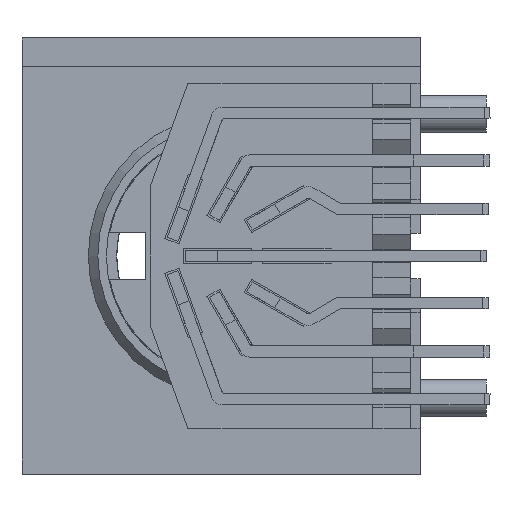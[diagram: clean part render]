
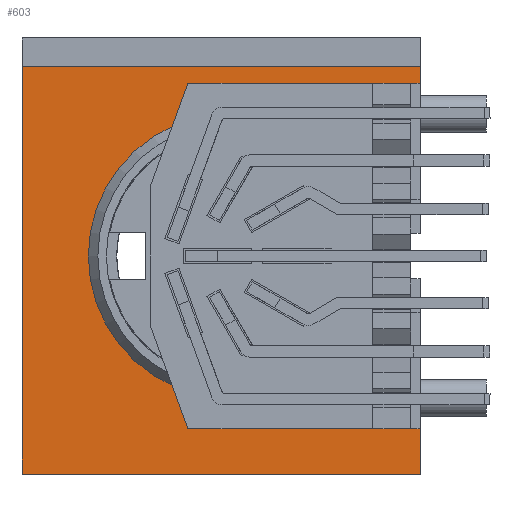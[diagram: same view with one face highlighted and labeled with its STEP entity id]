
A CAD part, left-side view. The second image highlights one B-rep face of the part: STEP entity #603.
In plain terms, the highlighted planar face has unit normal (-1, 0, 0).
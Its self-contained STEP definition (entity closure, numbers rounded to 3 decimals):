
#346=CIRCLE('',#8991,7.5);
#353=CIRCLE('',#9009,6.55);
#354=CIRCLE('',#9010,6.55);
#603=ADVANCED_FACE('4-0-6',(#1411),#1027,.T.);
#1027=PLANE('',#9011);
#1411=FACE_OUTER_BOUND('',#1818,.T.);
#1818=EDGE_LOOP('',(#2763,#2764,#2765,#2766,#2767,#2768,#2769,#2770,#2771,
#2772,#2773,#2774,#2775,#2776,#2777,#2778,#2779,#2780));
#2763=ORIENTED_EDGE('',*,*,#5922,.T.);
#2764=ORIENTED_EDGE('',*,*,#5925,.T.);
#2765=ORIENTED_EDGE('',*,*,#5886,.T.);
#2766=ORIENTED_EDGE('',*,*,#5883,.T.);
#2767=ORIENTED_EDGE('',*,*,#5880,.T.);
#2768=ORIENTED_EDGE('',*,*,#5926,.T.);
#2769=ORIENTED_EDGE('',*,*,#5927,.T.);
#2770=ORIENTED_EDGE('',*,*,#5875,.T.);
#2771=ORIENTED_EDGE('',*,*,#5799,.T.);
#2772=ORIENTED_EDGE('',*,*,#5851,.T.);
#2773=ORIENTED_EDGE('',*,*,#5847,.F.);
#2774=ORIENTED_EDGE('',*,*,#5817,.T.);
#2775=ORIENTED_EDGE('',*,*,#5832,.F.);
#2776=ORIENTED_EDGE('',*,*,#5821,.F.);
#2777=ORIENTED_EDGE('',*,*,#5928,.F.);
#2778=ORIENTED_EDGE('',*,*,#5898,.T.);
#2779=ORIENTED_EDGE('',*,*,#5807,.T.);
#2780=ORIENTED_EDGE('',*,*,#5910,.T.);
#4877=VERTEX_POINT('',#12353);
#4878=VERTEX_POINT('',#12355);
#4885=VERTEX_POINT('',#12370);
#4886=VERTEX_POINT('',#12372);
#4895=VERTEX_POINT('',#12393);
#4896=VERTEX_POINT('',#12395);
#4899=VERTEX_POINT('',#12402);
#4900=VERTEX_POINT('',#12404);
#4917=VERTEX_POINT('',#12455);
#4937=VERTEX_POINT('',#12508);
#4941=VERTEX_POINT('',#12520);
#4942=VERTEX_POINT('',#12522);
#4944=VERTEX_POINT('',#12528);
#4946=VERTEX_POINT('',#12537);
#4955=VERTEX_POINT('',#12563);
#4961=VERTEX_POINT('',#12583);
#4972=VERTEX_POINT('',#12608);
#4974=VERTEX_POINT('',#12615);
#5799=EDGE_CURVE('',#4878,#4877,#6998,.T.);
#5807=EDGE_CURVE('',#4886,#4885,#7003,.T.);
#5817=EDGE_CURVE('',#4896,#4895,#7009,.T.);
#5821=EDGE_CURVE('',#4899,#4900,#7013,.T.);
#5832=EDGE_CURVE('',#4900,#4895,#7024,.T.);
#5847=EDGE_CURVE('',#4896,#4917,#7039,.T.);
#5851=EDGE_CURVE('',#4877,#4917,#7043,.T.);
#5875=EDGE_CURVE('',#4937,#4878,#7066,.T.);
#5880=EDGE_CURVE('',#4942,#4941,#7070,.T.);
#5883=EDGE_CURVE('',#4944,#4942,#346,.T.);
#5886=EDGE_CURVE('',#4946,#4944,#7073,.T.);
#5898=EDGE_CURVE('',#4955,#4886,#7080,.T.);
#5910=EDGE_CURVE('',#4885,#4961,#7092,.T.);
#5922=EDGE_CURVE('',#4961,#4972,#7103,.T.);
#5925=EDGE_CURVE('',#4972,#4946,#353,.T.);
#5926=EDGE_CURVE('',#4941,#4974,#354,.T.);
#5927=EDGE_CURVE('',#4974,#4937,#7106,.T.);
#5928=EDGE_CURVE('',#4955,#4899,#7107,.T.);
#6998=LINE('',#12354,#8044);
#7003=LINE('',#12371,#8049);
#7009=LINE('',#12394,#8055);
#7013=LINE('',#12403,#8059);
#7024=LINE('',#12424,#8070);
#7039=LINE('',#12454,#8085);
#7043=LINE('',#12461,#8089);
#7066=LINE('',#12507,#8112);
#7070=LINE('',#12521,#8116);
#7073=LINE('',#12536,#8119);
#7080=LINE('',#12562,#8126);
#7092=LINE('',#12584,#8138);
#7103=LINE('',#12607,#8149);
#7106=LINE('',#12616,#8152);
#7107=LINE('',#12617,#8153);
#8044=VECTOR('',#9990,1.);
#8049=VECTOR('',#10003,1.);
#8055=VECTOR('',#10023,1.);
#8059=VECTOR('',#10029,1.);
#8070=VECTOR('',#10046,1.);
#8085=VECTOR('',#10071,1.);
#8089=VECTOR('',#10077,1.);
#8112=VECTOR('',#10110,1.);
#8116=VECTOR('',#10116,1.);
#8119=VECTOR('',#10127,1.);
#8126=VECTOR('',#10154,1.);
#8138=VECTOR('',#10172,1.);
#8149=VECTOR('',#10187,1.);
#8152=VECTOR('',#10196,1.);
#8153=VECTOR('',#10197,1.);
#8991=AXIS2_PLACEMENT_3D('',#12527,#10122,#10123);
#9009=AXIS2_PLACEMENT_3D('',#12613,#10192,#10193);
#9010=AXIS2_PLACEMENT_3D('',#12614,#10194,#10195);
#9011=AXIS2_PLACEMENT_3D('',#12618,#10198,#10199);
#9990=DIRECTION('',(0.,0.,-1.));
#10003=DIRECTION('',(0.,0.,-1.));
#10023=DIRECTION('',(0.,1.,0.));
#10029=DIRECTION('',(0.,1.,0.));
#10046=DIRECTION('',(0.,0.,1.));
#10071=DIRECTION('',(0.,0.,-1.));
#10077=DIRECTION('',(0.,-1.,0.));
#10110=DIRECTION('',(0.,-1.,0.));
#10116=DIRECTION('',(0.,0.,-1.));
#10122=DIRECTION('',(1.,0.,0.));
#10123=DIRECTION('',(0.,-0.093,-0.996));
#10127=DIRECTION('',(0.,0.,-1.));
#10154=DIRECTION('',(0.,1.,0.));
#10172=DIRECTION('',(0.,1.,0.));
#10187=DIRECTION('',(0.,0.,1.));
#10192=DIRECTION('',(1.,0.,0.));
#10193=DIRECTION('',(0.,-0.534,-0.845));
#10194=DIRECTION('',(1.,0.,0.));
#10195=DIRECTION('',(0.,-0.107,0.994));
#10196=DIRECTION('',(0.,0.,1.));
#10197=DIRECTION('',(0.,0.,-1.));
#10198=DIRECTION('',(-1.,0.,0.));
#10199=DIRECTION('',(0.,0.,-1.));
#12353=CARTESIAN_POINT('',(-27.529,11.416,15.232));
#12354=CARTESIAN_POINT('',(-27.529,11.416,18.482));
#12355=CARTESIAN_POINT('',(-27.529,11.416,18.482));
#12370=CARTESIAN_POINT('',(-27.529,11.416,0.282));
#12371=CARTESIAN_POINT('',(-27.529,11.416,3.532));
#12372=CARTESIAN_POINT('',(-27.529,11.416,3.532));
#12393=CARTESIAN_POINT('',(-27.529,29.166,19.382));
#12394=CARTESIAN_POINT('',(-27.529,8.166,19.382));
#12395=CARTESIAN_POINT('',(-27.529,8.166,19.382));
#12402=CARTESIAN_POINT('',(-27.529,8.166,-2.118));
#12403=CARTESIAN_POINT('',(-27.529,8.166,-2.118));
#12404=CARTESIAN_POINT('',(-27.529,29.166,-2.118));
#12424=CARTESIAN_POINT('',(-27.529,29.166,-2.118));
#12454=CARTESIAN_POINT('',(-27.529,8.166,19.382));
#12455=CARTESIAN_POINT('',(-27.529,8.166,15.232));
#12461=CARTESIAN_POINT('',(-27.529,11.416,15.232));
#12507=CARTESIAN_POINT('',(-27.529,14.666,18.482));
#12508=CARTESIAN_POINT('',(-27.529,14.666,18.482));
#12520=CARTESIAN_POINT('',(-27.529,17.466,15.895));
#12521=CARTESIAN_POINT('',(-27.529,17.466,16.85));
#12522=CARTESIAN_POINT('',(-27.529,17.466,16.85));
#12527=CARTESIAN_POINT('',(-27.529,18.166,9.382));
#12528=CARTESIAN_POINT('',(-27.529,17.466,1.915));
#12536=CARTESIAN_POINT('',(-27.529,17.466,2.87));
#12537=CARTESIAN_POINT('',(-27.529,17.466,2.87));
#12562=CARTESIAN_POINT('',(-27.529,8.166,3.532));
#12563=CARTESIAN_POINT('',(-27.529,8.166,3.532));
#12583=CARTESIAN_POINT('',(-27.529,14.666,0.282));
#12584=CARTESIAN_POINT('',(-27.529,11.416,0.282));
#12607=CARTESIAN_POINT('',(-27.529,14.666,0.282));
#12608=CARTESIAN_POINT('',(-27.529,14.666,3.846));
#12613=CARTESIAN_POINT('',(-27.529,18.166,9.382));
#12614=CARTESIAN_POINT('',(-27.529,18.166,9.382));
#12615=CARTESIAN_POINT('',(-27.529,14.666,14.919));
#12616=CARTESIAN_POINT('',(-27.529,14.666,14.919));
#12617=CARTESIAN_POINT('',(-27.529,8.166,3.532));
#12618=CARTESIAN_POINT('',(-27.529,30.216,22.032));
